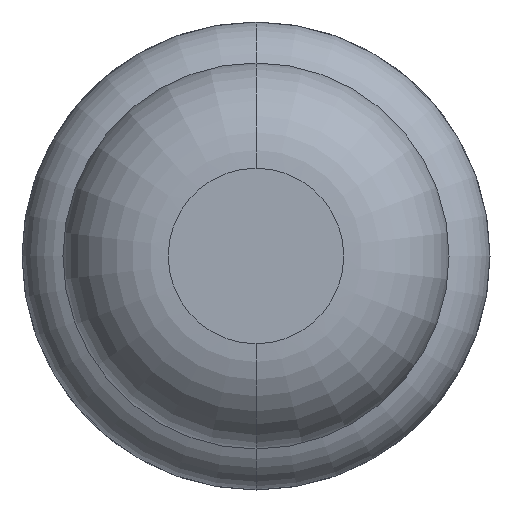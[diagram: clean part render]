
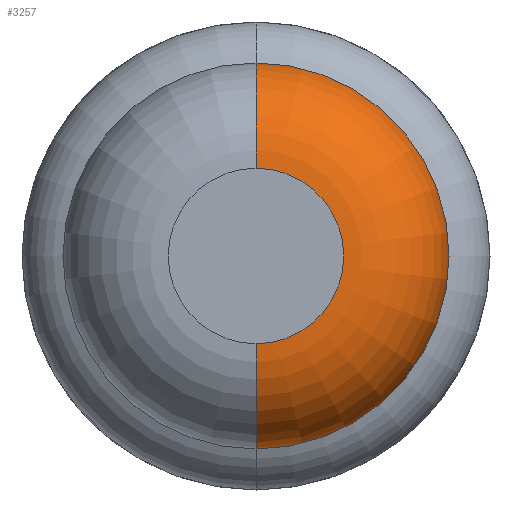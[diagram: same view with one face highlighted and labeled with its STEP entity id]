
A CAD part, front view. The second image highlights one B-rep face of the part: STEP entity #3257.
In plain terms, the highlighted toroidal (fillet/blend) face has major radius 0.375 mm and minor radius 0.45 mm.
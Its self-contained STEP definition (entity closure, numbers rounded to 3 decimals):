
#159 = CARTESIAN_POINT ( 'NONE',  ( 0., -28.55, 0.825 ) ) ;
#329 = CARTESIAN_POINT ( 'NONE',  ( 0., -28.55, 0.375 ) ) ;
#416 = CARTESIAN_POINT ( 'NONE',  ( 0., -28.55, 0. ) ) ;
#446 = ORIENTED_EDGE ( 'NONE', *, *, #492, .T. ) ;
#492 = EDGE_CURVE ( 'Defeature ausgef�hrt4_78+Defeature ausgef�hrt4_77+Defeature ausgef�hrt4_77+Defeature ausgef�hrt4_77', #988, #5091, #2004, .T. ) ;
#662 = AXIS2_PLACEMENT_3D ( 'NONE', #959, #2390, #1551 ) ;
#885 = DIRECTION ( 'NONE',  ( 0., 1., 0. ) ) ;
#896 = CARTESIAN_POINT ( 'NONE',  ( 0., -28.55, -0.375 ) ) ;
#959 = CARTESIAN_POINT ( 'NONE',  ( 0., -29., 0. ) ) ;
#988 = VERTEX_POINT ( 'NONE', #1377 ) ;
#1347 = DIRECTION ( 'NONE',  ( 1., 0., 0. ) ) ;
#1377 = CARTESIAN_POINT ( 'NONE',  ( 0., -29., 0.375 ) ) ;
#1438 = AXIS2_PLACEMENT_3D ( 'NONE', #416, #885, #5980 ) ;
#1446 = FACE_OUTER_BOUND ( 'NONE', #6077, .T. ) ;
#1551 = DIRECTION ( 'NONE',  ( 0., 0., 1. ) ) ;
#1559 = CIRCLE ( 'NONE', #1438, 0.825 ) ;
#1800 = AXIS2_PLACEMENT_3D ( 'NONE', #329, #5979, #5541 ) ;
#2004 = CIRCLE ( 'NONE', #662, 0.375 ) ;
#2108 = TOROIDAL_SURFACE ( 'NONE', #5121, 0.375, 0.45 ) ;
#2237 = AXIS2_PLACEMENT_3D ( 'NONE', #896, #1347, #4142 ) ;
#2390 = DIRECTION ( 'NONE',  ( 0., 1., 0. ) ) ;
#2464 = CARTESIAN_POINT ( 'NONE',  ( 0., -28.55, 0. ) ) ;
#2650 = ORIENTED_EDGE ( 'NONE', *, *, #5988, .T. ) ;
#2724 = VERTEX_POINT ( 'NONE', #159 ) ;
#2832 = CARTESIAN_POINT ( 'NONE',  ( 0., -28.55, -0.825 ) ) ;
#2983 = CIRCLE ( 'NONE', #2237, 0.45 ) ;
#3257 = ADVANCED_FACE ( 'Defeature ausgef�hrt4_78', ( #1446 ), #2108, .T. ) ;
#3394 = DIRECTION ( 'NONE',  ( 0., 1., 0. ) ) ;
#3868 = DIRECTION ( 'NONE',  ( 0., 0., 1. ) ) ;
#4006 = VERTEX_POINT ( 'NONE', #2832 ) ;
#4142 = DIRECTION ( 'NONE',  ( 0., 0., -1. ) ) ;
#4717 = ORIENTED_EDGE ( 'NONE', *, *, #5183, .F. ) ;
#5091 = VERTEX_POINT ( 'NONE', #5577 ) ;
#5121 = AXIS2_PLACEMENT_3D ( 'NONE', #2464, #3394, #3868 ) ;
#5183 = EDGE_CURVE ( 'Defeature ausgef�hrt4_79+Defeature ausgef�hrt4_78+Defeature ausgef�hrt4_78+Defeature ausgef�hrt4_78', #2724, #4006, #1559, .T. ) ;
#5248 = CIRCLE ( 'NONE', #1800, 0.45 ) ;
#5541 = DIRECTION ( 'NONE',  ( 0., 0., 1. ) ) ;
#5577 = CARTESIAN_POINT ( 'NONE',  ( 0., -29., -0.375 ) ) ;
#5881 = EDGE_CURVE ( 'NONE', #988, #2724, #5248, .T. ) ;
#5979 = DIRECTION ( 'NONE',  ( -1., 0., 0. ) ) ;
#5980 = DIRECTION ( 'NONE',  ( 0., 0., 1. ) ) ;
#5988 = EDGE_CURVE ( 'NONE', #5091, #4006, #2983, .T. ) ;
#6066 = ORIENTED_EDGE ( 'NONE', *, *, #5881, .F. ) ;
#6077 = EDGE_LOOP ( 'NONE', ( #446, #2650, #4717, #6066 ) ) ;
